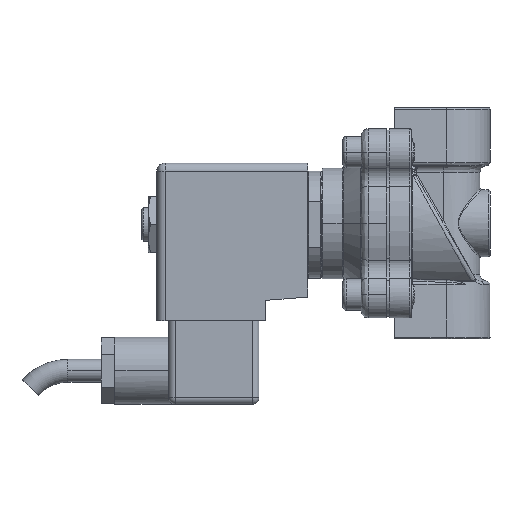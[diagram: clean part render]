
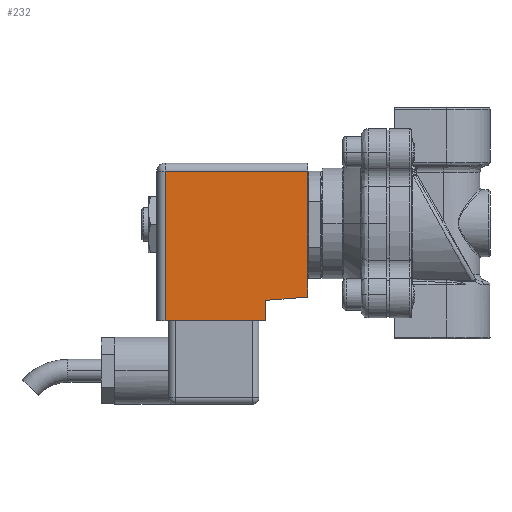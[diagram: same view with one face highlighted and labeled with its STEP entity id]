
A CAD part, left-side view. The second image highlights one B-rep face of the part: STEP entity #232.
In plain terms, the highlighted planar face has unit normal (-1, 0, 0).
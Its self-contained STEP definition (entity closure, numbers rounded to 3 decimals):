
#54 = CARTESIAN_POINT ( 'NONE',  ( -18., 52.958, -29. ) ) ;
#232 = ADVANCED_FACE ( 'NONE', ( #14581 ), #14828, .F. ) ;
#1627 = VECTOR ( 'NONE', #9956, 1000. ) ;
#2236 = CARTESIAN_POINT ( 'NONE',  ( -18., 40.458, 15.5 ) ) ;
#2341 = ORIENTED_EDGE ( 'NONE', *, *, #9880, .F. ) ;
#2577 = CARTESIAN_POINT ( 'NONE',  ( -18., 40.458, 18. ) ) ;
#2742 = EDGE_LOOP ( 'NONE', ( #8719, #14428, #3288, #2953, #2341, #10591 ) ) ;
#2775 = VERTEX_POINT ( 'NONE', #11069 ) ;
#2953 = ORIENTED_EDGE ( 'NONE', *, *, #8970, .F. ) ;
#2974 = CARTESIAN_POINT ( 'NONE',  ( -18., 40.458, 15.5 ) ) ;
#3288 = ORIENTED_EDGE ( 'NONE', *, *, #13974, .F. ) ;
#3408 = AXIS2_PLACEMENT_3D ( 'NONE', #13557, #5639, #14059 ) ;
#3599 = CARTESIAN_POINT ( 'NONE',  ( -18., 82.958, -29. ) ) ;
#4229 = LINE ( 'NONE', #4961, #10671 ) ;
#4961 = CARTESIAN_POINT ( 'NONE',  ( -18., 52.958, -29. ) ) ;
#5639 = DIRECTION ( 'NONE',  ( 1., 0., 0. ) ) ;
#6208 = EDGE_CURVE ( 'NONE', #8451, #16749, #11865, .T. ) ;
#7144 = CARTESIAN_POINT ( 'NONE',  ( -18., 52.958, -23. ) ) ;
#8021 = VERTEX_POINT ( 'NONE', #7144 ) ;
#8438 = VERTEX_POINT ( 'NONE', #2974 ) ;
#8451 = VERTEX_POINT ( 'NONE', #14614 ) ;
#8695 = CARTESIAN_POINT ( 'NONE',  ( -18., 52.958, -23. ) ) ;
#8719 = ORIENTED_EDGE ( 'NONE', *, *, #12361, .T. ) ;
#8903 = LINE ( 'NONE', #8695, #15347 ) ;
#8970 = EDGE_CURVE ( 'NONE', #8021, #9472, #8903, .T. ) ;
#9095 = VECTOR ( 'NONE', #15074, 1000. ) ;
#9345 = CARTESIAN_POINT ( 'NONE',  ( -18., 82.958, 0. ) ) ;
#9472 = VERTEX_POINT ( 'NONE', #54 ) ;
#9880 = EDGE_CURVE ( 'NONE', #2775, #8021, #15965, .T. ) ;
#9956 = DIRECTION ( 'NONE',  ( 0., 1., 0. ) ) ;
#10591 = ORIENTED_EDGE ( 'NONE', *, *, #13445, .F. ) ;
#10671 = VECTOR ( 'NONE', #12731, 1000. ) ;
#11069 = CARTESIAN_POINT ( 'NONE',  ( -18., 40.458, -22. ) ) ;
#11290 = VECTOR ( 'NONE', #15474, 1000. ) ;
#11533 = LINE ( 'NONE', #2236, #1627 ) ;
#11865 = LINE ( 'NONE', #9345, #14827 ) ;
#12361 = EDGE_CURVE ( 'NONE', #8438, #8451, #11533, .T. ) ;
#12731 = DIRECTION ( 'NONE',  ( 0., 1., 0. ) ) ;
#13258 = DIRECTION ( 'NONE',  ( 0., 0., -1. ) ) ;
#13445 = EDGE_CURVE ( 'NONE', #8438, #2775, #14700, .T. ) ;
#13557 = CARTESIAN_POINT ( 'NONE',  ( -18., 40.458, 0. ) ) ;
#13796 = CARTESIAN_POINT ( 'NONE',  ( -18., 40.458, -22. ) ) ;
#13974 = EDGE_CURVE ( 'NONE', #9472, #16749, #4229, .T. ) ;
#14059 = DIRECTION ( 'NONE',  ( 0., 0., -1. ) ) ;
#14428 = ORIENTED_EDGE ( 'NONE', *, *, #6208, .T. ) ;
#14581 = FACE_OUTER_BOUND ( 'NONE', #2742, .T. ) ;
#14614 = CARTESIAN_POINT ( 'NONE',  ( -18., 82.958, 15.5 ) ) ;
#14700 = LINE ( 'NONE', #2577, #11290 ) ;
#14827 = VECTOR ( 'NONE', #13258, 1000. ) ;
#14828 = PLANE ( 'NONE',  #3408 ) ;
#15074 = DIRECTION ( 'NONE',  ( 0., 0.997, -0.08 ) ) ;
#15347 = VECTOR ( 'NONE', #16439, 1000. ) ;
#15474 = DIRECTION ( 'NONE',  ( 0., 0., -1. ) ) ;
#15965 = LINE ( 'NONE', #13796, #9095 ) ;
#16439 = DIRECTION ( 'NONE',  ( 0., 0., -1. ) ) ;
#16749 = VERTEX_POINT ( 'NONE', #3599 ) ;
